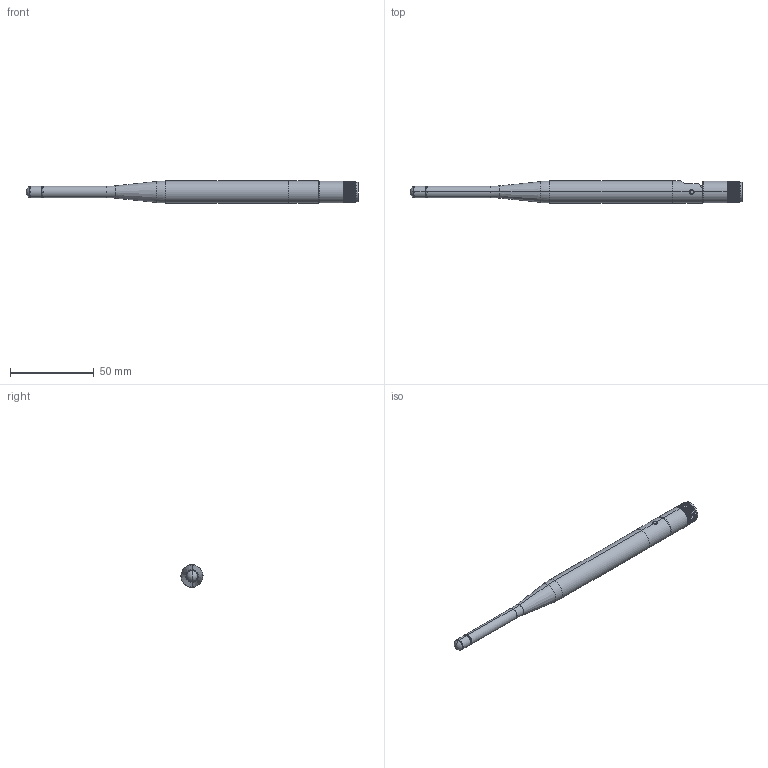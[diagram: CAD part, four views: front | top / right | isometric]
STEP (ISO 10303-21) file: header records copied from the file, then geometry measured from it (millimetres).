
FILE_DESCRIPTION (( 'STEP AP214' ), '1' );
FILE_NAME ('FM51RD1002_3D.step', '2022-12-30T19:32:49', ( '' ), ( '' ), 'SwSTEP 2.0', 'SolidWorks 2022', '' );
FILE_SCHEMA (( 'AUTOMOTIVE_DESIGN' ));
Length unit declared in the file: inch
Products named in the file (3): Copy of HG2458RD-RSP_ANTENNA^FM51RD1002; FM51RD1002_3D; Copy of HG2458RD-RSP_SWIVEL^FM51RD1002
Assembly tree (2 placements, depth 2):
  FM51RD1002_3D
    Copy of HG2458RD-RSP_ANTENNA^FM51RD1002
    Copy of HG2458RD-RSP_SWIVEL^FM51RD1002
Bounding box: 198.27 x 13.14 x 13.26 mm (x, y, z)
Volume: 19188.2 mm3; surface area: 8394.4 mm2
Topology: 3 solids, 3 shells, 347 faces, 925 edges, 594 vertices
Faces by surface type: cylinder 165, plane 136, cone 28, torus 18
Entity records: 16152 total; most frequent: CARTESIAN_POINT 3054, ORIENTED_EDGE 1846, DIRECTION 1778, EDGE_CURVE 923, AXIS2_PLACEMENT_3D 670, VERTEX_POINT 594, LINE 438, VECTOR 438
